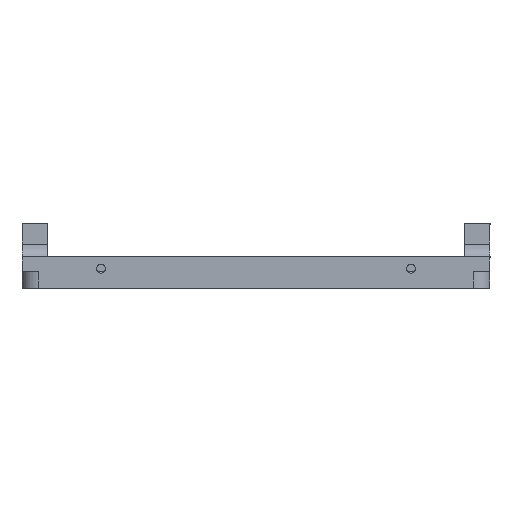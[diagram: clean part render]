
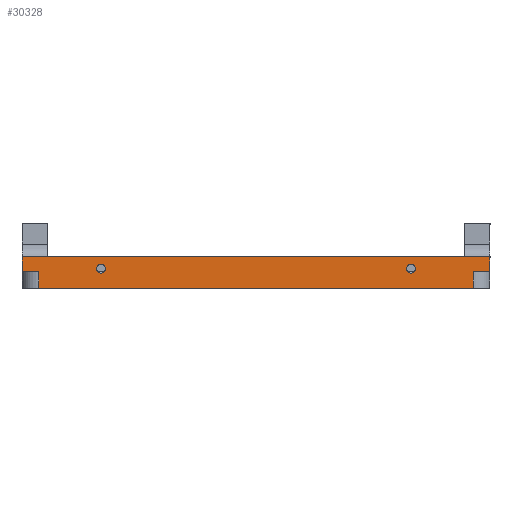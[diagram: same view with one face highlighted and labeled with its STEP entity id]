
A CAD part, front view. The second image highlights one B-rep face of the part: STEP entity #30328.
In plain terms, the highlighted planar face has unit normal (0, -1, 0).
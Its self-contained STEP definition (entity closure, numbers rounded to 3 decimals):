
#538 = CARTESIAN_POINT ( 'NONE',  ( -27.5, -163.75, 1.3 ) ) ;
#667 = EDGE_CURVE ( 'NONE', #34804, #35008, #33286, .T. ) ;
#882 = ORIENTED_EDGE ( 'NONE', *, *, #6540, .T. ) ;
#1231 = VECTOR ( 'NONE', #32563, 1000. ) ;
#1686 = VECTOR ( 'NONE', #13717, 1000. ) ;
#1926 = ORIENTED_EDGE ( 'NONE', *, *, #11660, .F. ) ;
#2097 = AXIS2_PLACEMENT_3D ( 'NONE', #29436, #23568, #10362 ) ;
#2298 = CARTESIAN_POINT ( 'NONE',  ( -41.5, -163.75, 2.6 ) ) ;
#2883 = LINE ( 'NONE', #33352, #1686 ) ;
#3628 = DIRECTION ( 'NONE',  ( 0., 0., -1. ) ) ;
#5454 = CARTESIAN_POINT ( 'NONE',  ( -38.5, -163.75, 0. ) ) ;
#5706 = ORIENTED_EDGE ( 'NONE', *, *, #21894, .F. ) ;
#5860 = DIRECTION ( 'NONE',  ( 0., 0., -1. ) ) ;
#6474 = DIRECTION ( 'NONE',  ( 0., -1., 0. ) ) ;
#6540 = EDGE_CURVE ( 'NONE', #15837, #7283, #13633, .T. ) ;
#6608 = CIRCLE ( 'NONE', #2097, 0.8 ) ;
#7283 = VERTEX_POINT ( 'NONE', #33568 ) ;
#7558 = VERTEX_POINT ( 'NONE', #13835 ) ;
#7979 = EDGE_CURVE ( 'NONE', #17209, #31565, #11313, .T. ) ;
#8416 = DIRECTION ( 'NONE',  ( -1., 0., 0. ) ) ;
#8885 = ORIENTED_EDGE ( 'NONE', *, *, #31113, .F. ) ;
#8969 = FACE_OUTER_BOUND ( 'NONE', #26177, .T. ) ;
#9045 = CARTESIAN_POINT ( 'NONE',  ( 41.5, -163.75, 2.6 ) ) ;
#9150 = ORIENTED_EDGE ( 'NONE', *, *, #29021, .T. ) ;
#9593 = DIRECTION ( 'NONE',  ( 0., -1., 0. ) ) ;
#9715 = DIRECTION ( 'NONE',  ( 0., 0., 1. ) ) ;
#9896 = CARTESIAN_POINT ( 'NONE',  ( -38.5, -163.75, -3. ) ) ;
#9990 = EDGE_CURVE ( 'NONE', #7558, #35181, #25826, .T. ) ;
#10062 = ORIENTED_EDGE ( 'NONE', *, *, #16005, .F. ) ;
#10362 = DIRECTION ( 'NONE',  ( 0., 0., -1. ) ) ;
#11159 = ORIENTED_EDGE ( 'NONE', *, *, #25715, .F. ) ;
#11313 = LINE ( 'NONE', #27531, #15543 ) ;
#11580 = CARTESIAN_POINT ( 'NONE',  ( 41.5, -163.75, 2.6 ) ) ;
#11660 = EDGE_CURVE ( 'NONE', #15837, #7558, #30799, .T. ) ;
#11818 = CARTESIAN_POINT ( 'NONE',  ( 0., -163.75, 2.6 ) ) ;
#11825 = VERTEX_POINT ( 'NONE', #28299 ) ;
#13633 = LINE ( 'NONE', #19172, #1231 ) ;
#13717 = DIRECTION ( 'NONE',  ( 0., 0., 1. ) ) ;
#13835 = CARTESIAN_POINT ( 'NONE',  ( 41.5, -163.75, 0. ) ) ;
#13878 = CARTESIAN_POINT ( 'NONE',  ( 27.5, -163.75, 0.5 ) ) ;
#13954 = CARTESIAN_POINT ( 'NONE',  ( -41.5, -163.75, 0. ) ) ;
#14019 = CARTESIAN_POINT ( 'NONE',  ( 27.5, -163.75, 0.5 ) ) ;
#14391 = CIRCLE ( 'NONE', #20698, 0.8 ) ;
#15007 = ORIENTED_EDGE ( 'NONE', *, *, #9990, .F. ) ;
#15543 = VECTOR ( 'NONE', #33598, 1000. ) ;
#15684 = CARTESIAN_POINT ( 'NONE',  ( -38.5, -163.75, -3. ) ) ;
#15837 = VERTEX_POINT ( 'NONE', #11580 ) ;
#16005 = EDGE_CURVE ( 'NONE', #11825, #27074, #18727, .T. ) ;
#16454 = AXIS2_PLACEMENT_3D ( 'NONE', #14019, #24908, #27236 ) ;
#16599 = CARTESIAN_POINT ( 'NONE',  ( 0., -163.75, 0. ) ) ;
#17024 = EDGE_LOOP ( 'NONE', ( #5706, #10062 ) ) ;
#17209 = VERTEX_POINT ( 'NONE', #5454 ) ;
#18727 = CIRCLE ( 'NONE', #16454, 0.8 ) ;
#19172 = CARTESIAN_POINT ( 'NONE',  ( 0., -163.75, 2.6 ) ) ;
#19239 = DIRECTION ( 'NONE',  ( 0., 0., -1. ) ) ;
#20010 = FACE_BOUND ( 'NONE', #29601, .T. ) ;
#20460 = DIRECTION ( 'NONE',  ( 0., 0., -1. ) ) ;
#20643 = CARTESIAN_POINT ( 'NONE',  ( -27.5, -163.75, 0.5 ) ) ;
#20698 = AXIS2_PLACEMENT_3D ( 'NONE', #13878, #21576, #19239 ) ;
#20757 = VECTOR ( 'NONE', #22032, 1000. ) ;
#21319 = AXIS2_PLACEMENT_3D ( 'NONE', #20643, #9593, #20460 ) ;
#21576 = DIRECTION ( 'NONE',  ( 0., -1., 0. ) ) ;
#21734 = CARTESIAN_POINT ( 'NONE',  ( -27.5, -163.75, -0.3 ) ) ;
#21894 = EDGE_CURVE ( 'NONE', #27074, #11825, #14391, .T. ) ;
#22032 = DIRECTION ( 'NONE',  ( -1., 0., 0. ) ) ;
#22330 = FACE_BOUND ( 'NONE', #17024, .T. ) ;
#22775 = AXIS2_PLACEMENT_3D ( 'NONE', #11818, #6474, #3628 ) ;
#23568 = DIRECTION ( 'NONE',  ( 0., -1., 0. ) ) ;
#23681 = DIRECTION ( 'NONE',  ( 0., 0., -1. ) ) ;
#24153 = ORIENTED_EDGE ( 'NONE', *, *, #24709, .F. ) ;
#24709 = EDGE_CURVE ( 'NONE', #35008, #34804, #6608, .T. ) ;
#24908 = DIRECTION ( 'NONE',  ( 0., -1., 0. ) ) ;
#25616 = CARTESIAN_POINT ( 'NONE',  ( 38.5, -163.75, -3. ) ) ;
#25715 = EDGE_CURVE ( 'NONE', #27646, #17209, #34158, .T. ) ;
#25826 = LINE ( 'NONE', #16599, #29043 ) ;
#26177 = EDGE_LOOP ( 'NONE', ( #15007, #1926, #882, #28727, #34770, #11159, #8885, #9150 ) ) ;
#26512 = VECTOR ( 'NONE', #23681, 1000. ) ;
#26531 = LINE ( 'NONE', #2298, #26512 ) ;
#27074 = VERTEX_POINT ( 'NONE', #30717 ) ;
#27236 = DIRECTION ( 'NONE',  ( 0., 0., -1. ) ) ;
#27531 = CARTESIAN_POINT ( 'NONE',  ( 0., -163.75, 0. ) ) ;
#27646 = VERTEX_POINT ( 'NONE', #15684 ) ;
#28299 = CARTESIAN_POINT ( 'NONE',  ( 27.5, -163.75, 1.3 ) ) ;
#28302 = VERTEX_POINT ( 'NONE', #25616 ) ;
#28727 = ORIENTED_EDGE ( 'NONE', *, *, #30992, .T. ) ;
#28818 = VECTOR ( 'NONE', #5860, 1000. ) ;
#29021 = EDGE_CURVE ( 'NONE', #28302, #35181, #2883, .T. ) ;
#29043 = VECTOR ( 'NONE', #8416, 1000. ) ;
#29436 = CARTESIAN_POINT ( 'NONE',  ( -27.5, -163.75, 0.5 ) ) ;
#29601 = EDGE_LOOP ( 'NONE', ( #32565, #24153 ) ) ;
#30067 = CARTESIAN_POINT ( 'NONE',  ( 0., -163.75, -3. ) ) ;
#30328 = ADVANCED_FACE ( 'NONE', ( #20010, #22330, #8969 ), #30892, .T. ) ;
#30717 = CARTESIAN_POINT ( 'NONE',  ( 27.5, -163.75, -0.3 ) ) ;
#30799 = LINE ( 'NONE', #9045, #28818 ) ;
#30892 = PLANE ( 'NONE',  #22775 ) ;
#30992 = EDGE_CURVE ( 'NONE', #7283, #31565, #26531, .T. ) ;
#31113 = EDGE_CURVE ( 'NONE', #28302, #27646, #33279, .T. ) ;
#31166 = CARTESIAN_POINT ( 'NONE',  ( 38.5, -163.75, 0. ) ) ;
#31565 = VERTEX_POINT ( 'NONE', #13954 ) ;
#32563 = DIRECTION ( 'NONE',  ( -1., 0., 0. ) ) ;
#32565 = ORIENTED_EDGE ( 'NONE', *, *, #667, .F. ) ;
#33279 = LINE ( 'NONE', #30067, #20757 ) ;
#33286 = CIRCLE ( 'NONE', #21319, 0.8 ) ;
#33352 = CARTESIAN_POINT ( 'NONE',  ( 38.5, -163.75, -3. ) ) ;
#33568 = CARTESIAN_POINT ( 'NONE',  ( -41.5, -163.75, 2.6 ) ) ;
#33598 = DIRECTION ( 'NONE',  ( -1., 0., 0. ) ) ;
#33991 = VECTOR ( 'NONE', #9715, 1000. ) ;
#34158 = LINE ( 'NONE', #9896, #33991 ) ;
#34770 = ORIENTED_EDGE ( 'NONE', *, *, #7979, .F. ) ;
#34804 = VERTEX_POINT ( 'NONE', #21734 ) ;
#35008 = VERTEX_POINT ( 'NONE', #538 ) ;
#35181 = VERTEX_POINT ( 'NONE', #31166 ) ;
